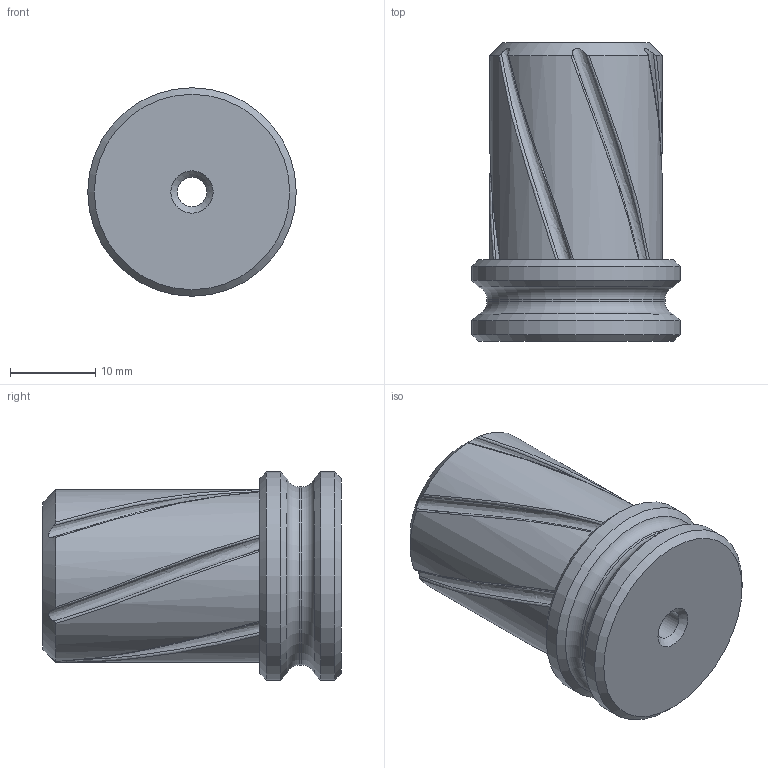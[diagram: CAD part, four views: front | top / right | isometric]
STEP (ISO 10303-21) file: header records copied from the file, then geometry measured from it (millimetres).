
FILE_DESCRIPTION(/* description */ (''),/* implementation_level */ '2;1');
FILE_NAME(/* name */ 'PLUNGER_HIGH_POWER[2.0].step',/* time_stamp */ '2021-09-27T14:49:49-04:00',/* author */ (''),/* organization */ (''),/* preprocessor_version */ 'ST-DEVELOPER v18.1',/* originating_system */ 'Autodesk Translation Framework v10.9.0.1377',/* authorisation */ '');
FILE_SCHEMA (('AUTOMOTIVE_DESIGN { 1 0 10303 214 3 1 1 }'));
Length unit declared in the file: inch
Products named in the file (1): 2.0 PLUNGER High power
Bounding box: 24.38 x 34.92 x 24.38 mm (x, y, z)
Volume: 9892.6 mm3; surface area: 4517.4 mm2
Topology: 1 solids, 1 shells, 63 faces, 198 edges, 140 vertices
Faces by surface type: cylinder 29, bspline 20, cone 7, plane 5, torus 2
Full cylindrical faces by diameter (mm): 3.429 x1, 7.874 x1, 10.808 x7, 12.7 x7, 20.828 x1, 24.384 x2
Entity records: 6445 total; most frequent: CARTESIAN_POINT 4902, ORIENTED_EDGE 396, DIRECTION 205, EDGE_CURVE 198, VERTEX_POINT 140, B_SPLINE_CURVE_WITH_KNOTS 126, AXIS2_PLACEMENT_3D 89, EDGE_LOOP 68
